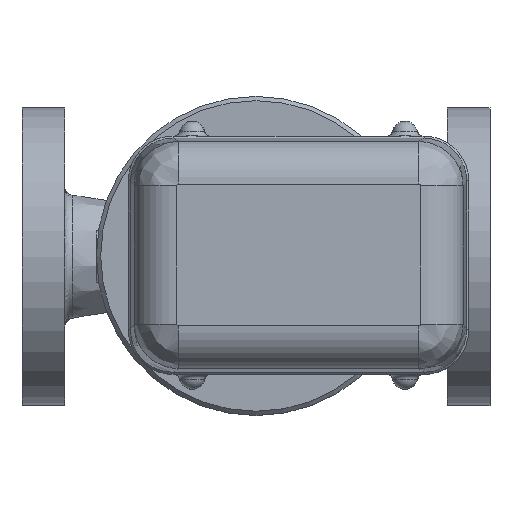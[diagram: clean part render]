
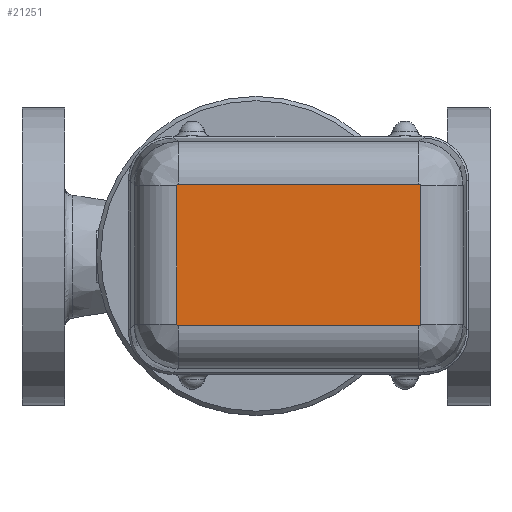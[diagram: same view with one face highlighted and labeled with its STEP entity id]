
A CAD part, top view. The second image highlights one B-rep face of the part: STEP entity #21251.
In plain terms, the highlighted planar face has unit normal (0, 0, 1).
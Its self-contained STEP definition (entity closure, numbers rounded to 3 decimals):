
#1003=B_SPLINE_CURVE_WITH_KNOTS('',3,(#52526,#52527,#52528,#52529,#52530,
#52531,#52532,#52533,#52534,#52535),.UNSPECIFIED.,.F.,.F.,(4,1,1,1,1,1,
1,4),(0.,0.017,0.034,0.052,0.069,
0.086,0.103,0.12),.UNSPECIFIED.);
#1004=B_SPLINE_CURVE_WITH_KNOTS('',3,(#52539,#52540,#52541,#52542,#52543,
#52544,#52545,#52546,#52547),.UNSPECIFIED.,.F.,.F.,(4,1,1,1,1,1,4),(0.,
0.017,0.034,0.052,0.069,
0.103,0.12),.UNSPECIFIED.);
#1005=B_SPLINE_CURVE_WITH_KNOTS('',3,(#52551,#52552,#52553,#52554,#52555,
#52556,#52557,#52558),.UNSPECIFIED.,.F.,.F.,(4,1,1,1,1,4),(0.,
0.017,0.034,0.069,0.103,
0.12),.UNSPECIFIED.);
#1006=B_SPLINE_CURVE_WITH_KNOTS('',3,(#52561,#52562,#52563,#52564,#52565,
#52566,#52567,#52568),.UNSPECIFIED.,.F.,.F.,(4,1,1,1,1,4),(0.,0.017,
0.034,0.069,0.103,0.12),
 .UNSPECIFIED.);
#2293=LINE('',#52524,#3619);
#2294=LINE('',#52537,#3620);
#2295=LINE('',#52549,#3621);
#2296=LINE('',#52560,#3622);
#3619=VECTOR('',#29081,113.105);
#3620=VECTOR('',#29082,65.105);
#3621=VECTOR('',#29083,113.105);
#3622=VECTOR('',#29084,65.105);
#4211=PLANE('',#23453);
#5852=FACE_OUTER_BOUND('',#7485,.T.);
#7485=EDGE_LOOP('',(#19117,#19118,#19119,#19120,#19121,#19122,#19123,#19124));
#10538=VERTEX_POINT('',#52522);
#10539=VERTEX_POINT('',#52523);
#10540=VERTEX_POINT('',#52525);
#10541=VERTEX_POINT('',#52536);
#10542=VERTEX_POINT('',#52538);
#10543=VERTEX_POINT('',#52548);
#10544=VERTEX_POINT('',#52550);
#10545=VERTEX_POINT('',#52559);
#13483=EDGE_CURVE('',#10538,#10539,#2293,.T.);
#13484=EDGE_CURVE('',#10540,#10538,#1003,.T.);
#13485=EDGE_CURVE('',#10541,#10540,#2294,.T.);
#13486=EDGE_CURVE('',#10542,#10541,#1004,.T.);
#13487=EDGE_CURVE('',#10543,#10542,#2295,.T.);
#13488=EDGE_CURVE('',#10544,#10543,#1005,.T.);
#13489=EDGE_CURVE('',#10545,#10544,#2296,.T.);
#13490=EDGE_CURVE('',#10539,#10545,#1006,.T.);
#19117=ORIENTED_EDGE('',*,*,#13483,.F.);
#19118=ORIENTED_EDGE('',*,*,#13484,.F.);
#19119=ORIENTED_EDGE('',*,*,#13485,.F.);
#19120=ORIENTED_EDGE('',*,*,#13486,.F.);
#19121=ORIENTED_EDGE('',*,*,#13487,.F.);
#19122=ORIENTED_EDGE('',*,*,#13488,.F.);
#19123=ORIENTED_EDGE('',*,*,#13489,.F.);
#19124=ORIENTED_EDGE('',*,*,#13490,.F.);
#21251=ADVANCED_FACE('',(#5852),#4211,.T.);
#23453=AXIS2_PLACEMENT_3D('',#52521,#29079,#29080);
#29079=DIRECTION('center_axis',(0.,0.,
1.));
#29080=DIRECTION('ref_axis',(1.,0.,0.));
#29081=DIRECTION('',(-1.,0.,0.));
#29082=DIRECTION('',(0.,-1.,0.));
#29083=DIRECTION('',(1.,0.,0.));
#29084=DIRECTION('',(0.,1.,0.));
#52521=CARTESIAN_POINT('Origin',(20.,0.,587.));
#52522=CARTESIAN_POINT('',(76.552,-33.324,587.));
#52523=CARTESIAN_POINT('',(-36.552,-33.324,587.));
#52524=CARTESIAN_POINT('',(-9.5,-33.324,587.));
#52525=CARTESIAN_POINT('',(77.324,-32.552,587.));
#52526=CARTESIAN_POINT('Ctrl Pts',(77.324,-32.552,587.));
#52527=CARTESIAN_POINT('Ctrl Pts',(77.324,-32.61,587.));
#52528=CARTESIAN_POINT('Ctrl Pts',(77.311,-32.725,587.));
#52529=CARTESIAN_POINT('Ctrl Pts',(77.253,-32.888,587.));
#52530=CARTESIAN_POINT('Ctrl Pts',(77.159,-33.036,587.));
#52531=CARTESIAN_POINT('Ctrl Pts',(77.037,-33.158,587.));
#52532=CARTESIAN_POINT('Ctrl Pts',(76.889,-33.252,587.));
#52533=CARTESIAN_POINT('Ctrl Pts',(76.726,-33.311,587.));
#52534=CARTESIAN_POINT('Ctrl Pts',(76.61,-33.324,587.));
#52535=CARTESIAN_POINT('Ctrl Pts',(76.552,-33.324,587.));
#52536=CARTESIAN_POINT('',(77.324,32.552,587.));
#52537=CARTESIAN_POINT('',(77.324,-17.5,587.));
#52538=CARTESIAN_POINT('',(76.552,33.324,587.));
#52539=CARTESIAN_POINT('Ctrl Pts',(76.552,33.324,587.));
#52540=CARTESIAN_POINT('Ctrl Pts',(76.61,33.324,587.));
#52541=CARTESIAN_POINT('Ctrl Pts',(76.725,33.311,587.));
#52542=CARTESIAN_POINT('Ctrl Pts',(76.888,33.253,587.));
#52543=CARTESIAN_POINT('Ctrl Pts',(77.036,33.159,587.));
#52544=CARTESIAN_POINT('Ctrl Pts',(77.2,32.996,587.));
#52545=CARTESIAN_POINT('Ctrl Pts',(77.304,32.783,587.));
#52546=CARTESIAN_POINT('Ctrl Pts',(77.324,32.61,587.));
#52547=CARTESIAN_POINT('Ctrl Pts',(77.324,32.552,587.));
#52548=CARTESIAN_POINT('',(-36.552,33.324,587.));
#52549=CARTESIAN_POINT('',(49.5,33.324,587.));
#52550=CARTESIAN_POINT('',(-37.324,32.552,587.));
#52551=CARTESIAN_POINT('Ctrl Pts',(-37.324,32.552,587.));
#52552=CARTESIAN_POINT('Ctrl Pts',(-37.324,32.61,587.));
#52553=CARTESIAN_POINT('Ctrl Pts',(-37.311,32.726,587.));
#52554=CARTESIAN_POINT('Ctrl Pts',(-37.233,32.944,587.));
#52555=CARTESIAN_POINT('Ctrl Pts',(-37.048,33.175,587.));
#52556=CARTESIAN_POINT('Ctrl Pts',(-36.782,33.305,587.));
#52557=CARTESIAN_POINT('Ctrl Pts',(-36.61,33.324,587.));
#52558=CARTESIAN_POINT('Ctrl Pts',(-36.552,33.324,587.));
#52559=CARTESIAN_POINT('',(-37.324,-32.552,587.));
#52560=CARTESIAN_POINT('',(-37.324,17.5,587.));
#52561=CARTESIAN_POINT('Ctrl Pts',(-36.552,-33.324,
587.));
#52562=CARTESIAN_POINT('Ctrl Pts',(-36.61,-33.324,
587.));
#52563=CARTESIAN_POINT('Ctrl Pts',(-36.726,-33.311,
587.));
#52564=CARTESIAN_POINT('Ctrl Pts',(-36.944,-33.233,
587.));
#52565=CARTESIAN_POINT('Ctrl Pts',(-37.175,-33.048,
587.));
#52566=CARTESIAN_POINT('Ctrl Pts',(-37.305,-32.782,
587.));
#52567=CARTESIAN_POINT('Ctrl Pts',(-37.324,-32.61,
587.));
#52568=CARTESIAN_POINT('Ctrl Pts',(-37.324,-32.552,
587.));
